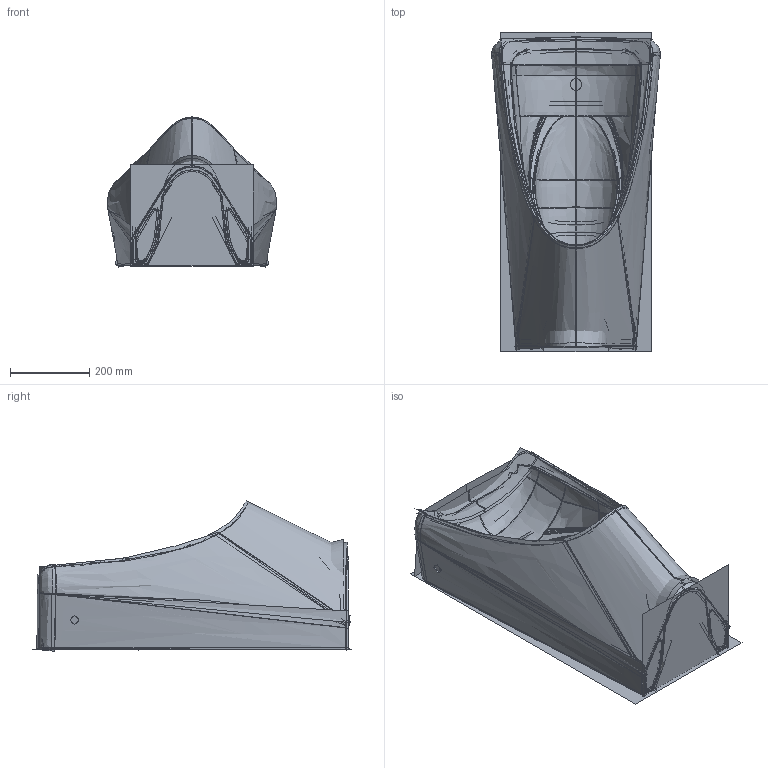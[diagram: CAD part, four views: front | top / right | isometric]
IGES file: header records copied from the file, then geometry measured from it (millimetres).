
Start section:  PTC IGES file: CCAS6519-3110410C0_3D.igs
Global section: file name: CCAS6519-3110410C0_3D.igs; native system: Creo Parametric by PTC Inc.; preprocessor: 2021072; author: 10113538; organization: Unknown; date: 20210826.095300; units: millimetre
Bounding box: 426.04 x 803.89 x 378.2 mm (x, y, z)
Surface area: 8759286.2 mm2 (no closed solid volume)
Topology: 0 solids, 3 shells, 2407 faces, 11923 edges, 14809 vertices
Faces by surface type: bspline 1221, revolution 1150, extrusion 36
